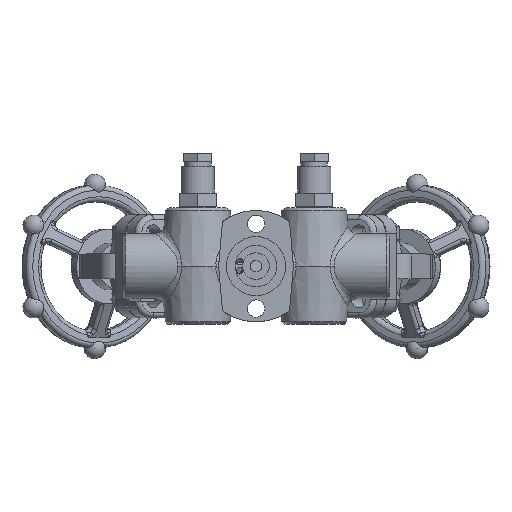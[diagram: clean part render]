
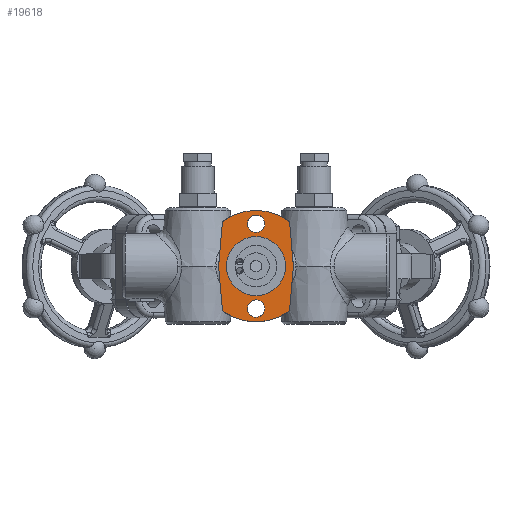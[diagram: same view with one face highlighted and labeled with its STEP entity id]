
A CAD part, top view. The second image highlights one B-rep face of the part: STEP entity #19618.
In plain terms, the highlighted planar face has unit normal (0, 0, 1).
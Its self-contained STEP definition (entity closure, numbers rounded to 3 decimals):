
#1706=LINE('',#42769,#3100);
#1708=LINE('',#42774,#3102);
#1710=LINE('',#42781,#3104);
#1713=LINE('',#42793,#3107);
#3100=VECTOR('',#26396,25.485);
#3102=VECTOR('',#26402,25.485);
#3104=VECTOR('',#26410,25.485);
#3107=VECTOR('',#26427,25.485);
#3725=PLANE('',#21435);
#3929=FACE_BOUND('',#6914,.T.);
#3930=FACE_BOUND('',#6915,.T.);
#3931=FACE_BOUND('',#6916,.T.);
#5590=FACE_OUTER_BOUND('',#6913,.T.);
#6913=EDGE_LOOP('',(#18106,#18107,#18108,#18109,#18110,#18111,#18112,#18113,
#18114,#18115));
#6914=EDGE_LOOP('',(#18116));
#6915=EDGE_LOOP('',(#18117));
#6916=EDGE_LOOP('',(#18118));
#7493=CIRCLE('',#20795,5.25);
#7495=CIRCLE('',#20798,5.25);
#7497=CIRCLE('',#20801,17.75);
#7743=CIRCLE('',#21396,33.5);
#7748=CIRCLE('',#21403,33.5);
#7757=CIRCLE('',#21420,3.);
#7758=CIRCLE('',#21426,3.);
#7759=CIRCLE('',#21430,3.);
#7760=CIRCLE('',#21432,3.);
#9014=VERTEX_POINT('',#36993);
#9017=VERTEX_POINT('',#37009);
#9019=VERTEX_POINT('',#37014);
#9617=VERTEX_POINT('',#41829);
#9618=VERTEX_POINT('',#41831);
#9621=VERTEX_POINT('',#42070);
#9622=VERTEX_POINT('',#42072);
#9624=VERTEX_POINT('',#42761);
#9626=VERTEX_POINT('',#42767);
#9627=VERTEX_POINT('',#42772);
#9628=VERTEX_POINT('',#42778);
#9629=VERTEX_POINT('',#42780);
#9631=VERTEX_POINT('',#42788);
#11503=EDGE_CURVE('',#9014,#9014,#7493,.T.);
#11506=EDGE_CURVE('',#9017,#9017,#7495,.T.);
#11508=EDGE_CURVE('',#9019,#9019,#7497,.T.);
#12432=EDGE_CURVE('',#9617,#9618,#7743,.T.);
#12443=EDGE_CURVE('',#9621,#9622,#7748,.T.);
#12458=EDGE_CURVE('',#9624,#9621,#7757,.T.);
#12461=EDGE_CURVE('',#9626,#9624,#1706,.T.);
#12464=EDGE_CURVE('',#9627,#9626,#1708,.T.);
#12465=EDGE_CURVE('',#9618,#9627,#7758,.T.);
#12467=EDGE_CURVE('',#9628,#9629,#1710,.T.);
#12470=EDGE_CURVE('',#9622,#9628,#7759,.T.);
#12472=EDGE_CURVE('',#9631,#9617,#7760,.T.);
#12474=EDGE_CURVE('',#9629,#9631,#1713,.T.);
#18106=ORIENTED_EDGE('',*,*,#12474,.F.);
#18107=ORIENTED_EDGE('',*,*,#12467,.F.);
#18108=ORIENTED_EDGE('',*,*,#12470,.F.);
#18109=ORIENTED_EDGE('',*,*,#12443,.F.);
#18110=ORIENTED_EDGE('',*,*,#12458,.F.);
#18111=ORIENTED_EDGE('',*,*,#12461,.F.);
#18112=ORIENTED_EDGE('',*,*,#12464,.F.);
#18113=ORIENTED_EDGE('',*,*,#12465,.F.);
#18114=ORIENTED_EDGE('',*,*,#12432,.F.);
#18115=ORIENTED_EDGE('',*,*,#12472,.F.);
#18116=ORIENTED_EDGE('',*,*,#11508,.T.);
#18117=ORIENTED_EDGE('',*,*,#11506,.T.);
#18118=ORIENTED_EDGE('',*,*,#11503,.T.);
#19618=ADVANCED_FACE('',(#5590,#3929,#3930,#3931),#3725,.T.);
#20795=AXIS2_PLACEMENT_3D('',#36994,#24552,#24553);
#20798=AXIS2_PLACEMENT_3D('',#37010,#24558,#24559);
#20801=AXIS2_PLACEMENT_3D('',#37015,#24564,#24565);
#21396=AXIS2_PLACEMENT_3D('',#41832,#26336,#26337);
#21403=AXIS2_PLACEMENT_3D('',#42073,#26352,#26353);
#21420=AXIS2_PLACEMENT_3D('',#42763,#26389,#26390);
#21426=AXIS2_PLACEMENT_3D('',#42776,#26405,#26406);
#21430=AXIS2_PLACEMENT_3D('',#42786,#26416,#26417);
#21432=AXIS2_PLACEMENT_3D('',#42790,#26421,#26422);
#21435=AXIS2_PLACEMENT_3D('',#42794,#26428,#26429);
#24552=DIRECTION('center_axis',(0.,0.,-1.));
#24553=DIRECTION('ref_axis',(1.,0.,0.));
#24558=DIRECTION('center_axis',(0.,0.,-1.));
#24559=DIRECTION('ref_axis',(1.,0.,0.));
#24564=DIRECTION('center_axis',(0.,0.,-1.));
#24565=DIRECTION('ref_axis',(-1.,0.,0.));
#26336=DIRECTION('center_axis',(0.,0.,-1.));
#26337=DIRECTION('ref_axis',(1.,0.,0.));
#26352=DIRECTION('center_axis',(0.,0.,-1.));
#26353=DIRECTION('ref_axis',(1.,0.,0.));
#26389=DIRECTION('center_axis',(0.,0.,-1.));
#26390=DIRECTION('ref_axis',(1.,0.,0.));
#26396=DIRECTION('',(-0.087,-0.996,0.));
#26402=DIRECTION('',(0.087,-0.996,0.));
#26405=DIRECTION('center_axis',(0.,0.,-1.));
#26406=DIRECTION('ref_axis',(1.,0.,0.));
#26410=DIRECTION('',(-0.087,0.996,0.));
#26416=DIRECTION('center_axis',(0.,0.,-1.));
#26417=DIRECTION('ref_axis',(1.,0.,0.));
#26421=DIRECTION('center_axis',(0.,0.,-1.));
#26422=DIRECTION('ref_axis',(1.,0.,0.));
#26427=DIRECTION('',(0.087,0.996,0.));
#26428=DIRECTION('center_axis',(0.,0.,1.));
#26429=DIRECTION('ref_axis',(1.,0.,0.));
#36993=CARTESIAN_POINT('',(-5.25,25.5,25.5));
#36994=CARTESIAN_POINT('Origin',(0.,25.5,25.5));
#37009=CARTESIAN_POINT('',(-5.25,-25.5,25.5));
#37010=CARTESIAN_POINT('Origin',(0.,-25.5,25.5));
#37014=CARTESIAN_POINT('',(17.75,0.,25.5));
#37015=CARTESIAN_POINT('Origin',(0.,0.,25.5));
#41829=CARTESIAN_POINT('',(-18.991,27.597,25.5));
#41831=CARTESIAN_POINT('',(18.991,27.597,25.5));
#41832=CARTESIAN_POINT('Origin',(0.,0.,25.5));
#42070=CARTESIAN_POINT('',(18.991,-27.597,25.5));
#42072=CARTESIAN_POINT('',(-18.991,-27.597,25.5));
#42073=CARTESIAN_POINT('Origin',(0.,0.,25.5));
#42761=CARTESIAN_POINT('',(20.279,-25.387,25.5));
#42763=CARTESIAN_POINT('Origin',(17.29,-25.126,25.5));
#42767=CARTESIAN_POINT('',(22.504,0.,25.5));
#42769=CARTESIAN_POINT('',(22.504,0.,25.5));
#42772=CARTESIAN_POINT('',(20.279,25.387,25.5));
#42774=CARTESIAN_POINT('',(20.279,25.387,25.5));
#42776=CARTESIAN_POINT('Origin',(17.29,25.126,25.5));
#42778=CARTESIAN_POINT('',(-20.279,-25.387,25.5));
#42780=CARTESIAN_POINT('',(-22.504,0.,25.5));
#42781=CARTESIAN_POINT('',(-20.279,-25.387,25.5));
#42786=CARTESIAN_POINT('Origin',(-17.29,-25.126,25.5));
#42788=CARTESIAN_POINT('',(-20.279,25.387,25.5));
#42790=CARTESIAN_POINT('Origin',(-17.29,25.126,25.5));
#42793=CARTESIAN_POINT('',(-22.504,0.,25.5));
#42794=CARTESIAN_POINT('Origin',(0.,0.,25.5));
